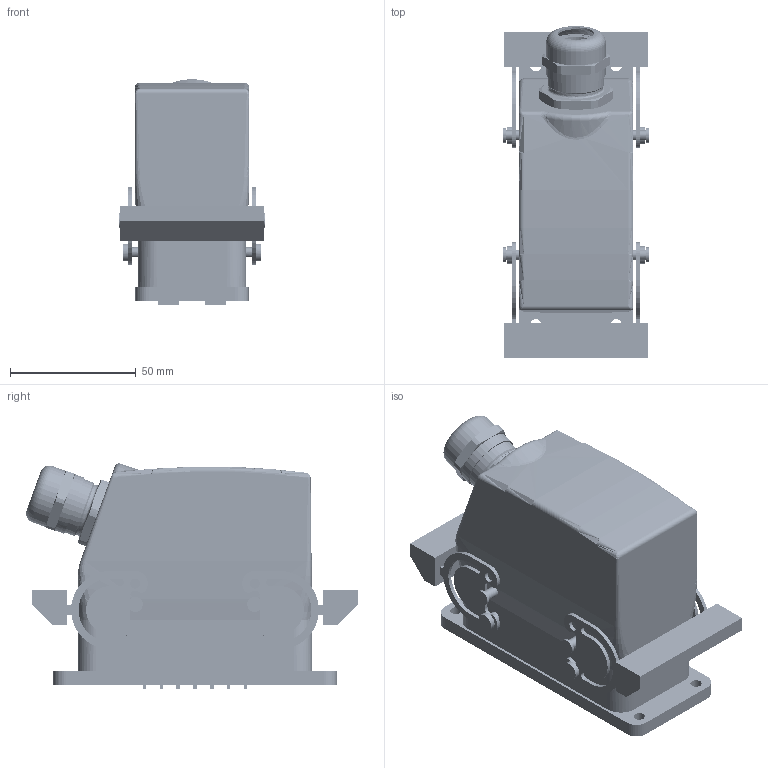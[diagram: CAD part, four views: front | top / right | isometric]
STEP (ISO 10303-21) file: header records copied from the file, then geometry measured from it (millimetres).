
FILE_DESCRIPTION(('CATIA V5 STEP Exchange','CAx-IF Rec.Pracs.--- Model Styling and Organization---1.4--- 2014-01-23'),'2;1');
FILE_NAME ('003846-1_2', '2019-10-29T14:36:40+00:00', ('none'), ('Weidmueller'), 'CATIA Version 5-6 Release 2016 SP3 HF44', 'CATIA V5 STEP AP214', 'none');
FILE_SCHEMA(('AUTOMOTIVE_DESIGN { 1 0 10303 214 1 1 1 1 }'));
Length unit declared in the file: millimetre
Products named in the file (1): 1027690000 
Bounding box: 58 x 131.88 x 89.51 mm (x, y, z)
Volume: 201586.3 mm3; surface area: 166916.4 mm2
Topology: 1 solids, 38 shells, 10305 faces, 30614 edges, 20135 vertices
Faces by surface type: plane 6525, cylinder 2489, cone 700, torus 330, bspline 137, sphere 96, extrusion 20, revolution 8
Entity records: 347230 total; most frequent: CARTESIAN_POINT 91525, ORIENTED_EDGE 60936, DIRECTION 40412, EDGE_CURVE 30468, VECTOR 21329, LINE 21309, VERTEX_POINT 20135, AXIS2_PLACEMENT_3D 12321
